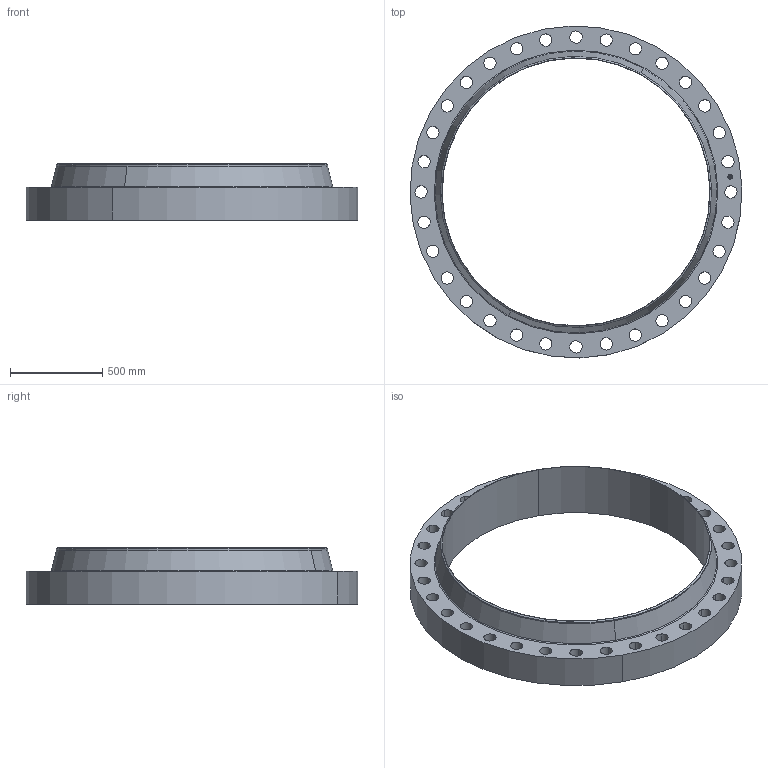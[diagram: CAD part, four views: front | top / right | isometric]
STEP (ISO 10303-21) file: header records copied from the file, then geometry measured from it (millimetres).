
FILE_DESCRIPTION(('3D STEP'),'2;1');
FILE_NAME('58-400-WELD-NECK-FF-STD-A-FLANGE.stp','2013-03-23T05:35:37+00:00',('Texas Flange'),(''),'CATIA Version 5 Release 20 SP 6 (IN-10)','CATIA V5 STEP AP214','800-826-3801');
FILE_SCHEMA(('AUTOMOTIVE_DESIGN { 1 0 10303 214 1 1 1 1 }'));
Length unit declared in the file: inch
Products named in the file (1): 58-400-WELD-NECK-FF-STD-A-FLANGE
Bounding box: 1802.9 x 1802.9 x 306.32 mm (x, y, z)
Volume: 152422333.4 mm3; surface area: 5621677.6 mm2
Topology: 1 solids, 1 shells, 464 faces, 1326 edges, 882 vertices
Faces by surface type: plane 368, cylinder 90, cone 4, torus 2
Entity records: 17231 total; most frequent: ORIENTED_EDGE 2652, CARTESIAN_POINT 2601, DIRECTION 2110, EDGE_CURVE 1326, VECTOR 1138, LINE 1138, VERTEX_POINT 882, AXIS2_PLACEMENT_3D 581
